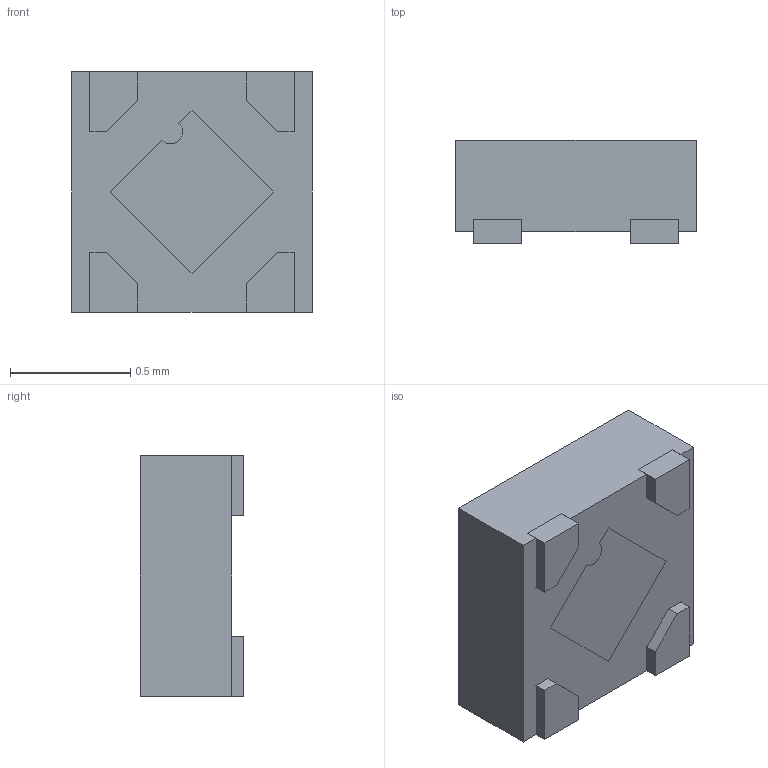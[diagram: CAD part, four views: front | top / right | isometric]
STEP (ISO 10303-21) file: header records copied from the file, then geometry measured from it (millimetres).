
FILE_DESCRIPTION (( 'STEP AP214' ), '1' );
FILE_NAME ('NCP163AMX180TBG.STEP', '2023-02-07T07:18:11', ( 'ADMIN' ), ( '' ), 'SwSTEP 2.0', 'SolidWorks 2016', '' );
FILE_SCHEMA (( 'AUTOMOTIVE_DESIGN' ));
Length unit declared in the file: millimetre
Products named in the file (1): NCP163AMX180TBG
Bounding box: 1 x 0.43 x 1 mm (x, y, z)
Volume: 0.4 mm3; surface area: 4.9 mm2
Topology: 6 solids, 6 shells, 70 faces, 171 edges, 114 vertices
Faces by surface type: plane 67, cylinder 3
Entity records: 2100 total; most frequent: CARTESIAN_POINT 356, ORIENTED_EDGE 342, DIRECTION 319, EDGE_CURVE 171, LINE 165, VECTOR 165, VERTEX_POINT 114, AXIS2_PLACEMENT_3D 77
